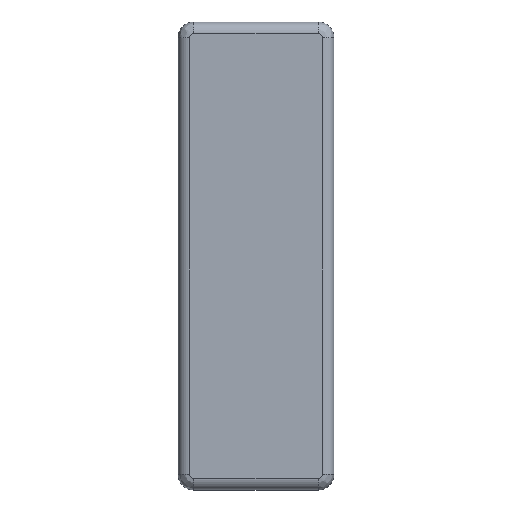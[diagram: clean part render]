
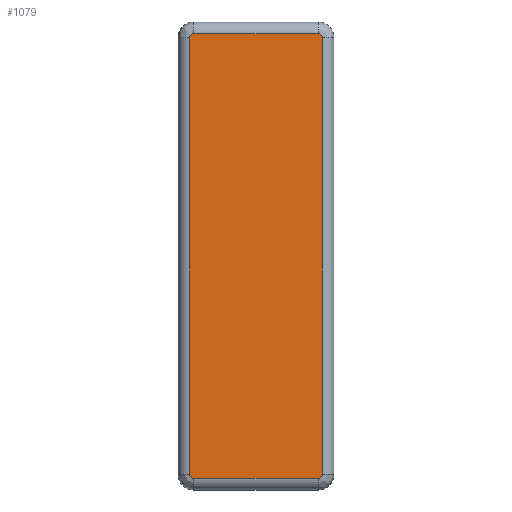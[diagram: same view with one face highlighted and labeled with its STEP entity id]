
A CAD part, top view. The second image highlights one B-rep face of the part: STEP entity #1079.
In plain terms, the highlighted planar face has unit normal (0, 0, 1).
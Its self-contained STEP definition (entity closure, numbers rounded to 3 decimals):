
#69=CIRCLE('',#1182,1.);
#70=CIRCLE('',#1183,1.);
#71=CIRCLE('',#1184,1.);
#72=CIRCLE('',#1185,1.);
#109=FACE_OUTER_BOUND('',#177,.T.);
#177=EDGE_LOOP('',(#793,#794,#795,#796,#797,#798,#799,#800));
#285=LINE('',#1743,#377);
#286=LINE('',#1747,#378);
#287=LINE('',#1751,#379);
#288=LINE('',#1754,#380);
#377=VECTOR('',#1369,1000.);
#378=VECTOR('',#1372,1000.);
#379=VECTOR('',#1375,1000.);
#380=VECTOR('',#1378,1000.);
#498=VERTEX_POINT('',#1739);
#499=VERTEX_POINT('',#1740);
#500=VERTEX_POINT('',#1742);
#501=VERTEX_POINT('',#1744);
#502=VERTEX_POINT('',#1746);
#503=VERTEX_POINT('',#1748);
#504=VERTEX_POINT('',#1750);
#505=VERTEX_POINT('',#1752);
#613=EDGE_CURVE('',#498,#499,#69,.T.);
#614=EDGE_CURVE('',#499,#500,#285,.T.);
#615=EDGE_CURVE('',#500,#501,#70,.T.);
#616=EDGE_CURVE('',#501,#502,#286,.T.);
#617=EDGE_CURVE('',#502,#503,#71,.T.);
#618=EDGE_CURVE('',#503,#504,#287,.T.);
#619=EDGE_CURVE('',#504,#505,#72,.T.);
#620=EDGE_CURVE('',#505,#498,#288,.T.);
#793=ORIENTED_EDGE('',*,*,#613,.T.);
#794=ORIENTED_EDGE('',*,*,#614,.T.);
#795=ORIENTED_EDGE('',*,*,#615,.T.);
#796=ORIENTED_EDGE('',*,*,#616,.T.);
#797=ORIENTED_EDGE('',*,*,#617,.T.);
#798=ORIENTED_EDGE('',*,*,#618,.T.);
#799=ORIENTED_EDGE('',*,*,#619,.T.);
#800=ORIENTED_EDGE('',*,*,#620,.T.);
#1045=PLANE('',#1181);
#1079=ADVANCED_FACE('',(#109),#1045,.T.);
#1181=AXIS2_PLACEMENT_3D('',#1738,#1365,#1366);
#1182=AXIS2_PLACEMENT_3D('',#1741,#1367,#1368);
#1183=AXIS2_PLACEMENT_3D('',#1745,#1370,#1371);
#1184=AXIS2_PLACEMENT_3D('',#1749,#1373,#1374);
#1185=AXIS2_PLACEMENT_3D('',#1753,#1376,#1377);
#1365=DIRECTION('center_axis',(0.,0.,
1.));
#1366=DIRECTION('ref_axis',(1.,0.,0.));
#1367=DIRECTION('center_axis',(0.,0.,
1.));
#1368=DIRECTION('ref_axis',(1.,0.,0.));
#1369=DIRECTION('',(1.,0.,0.));
#1370=DIRECTION('center_axis',(0.,0.,
1.));
#1371=DIRECTION('ref_axis',(1.,0.,0.));
#1372=DIRECTION('',(0.,1.,0.));
#1373=DIRECTION('center_axis',(0.,0.,
1.));
#1374=DIRECTION('ref_axis',(1.,0.,0.));
#1375=DIRECTION('',(-1.,0.,0.));
#1376=DIRECTION('center_axis',(0.,0.,
1.));
#1377=DIRECTION('ref_axis',(1.,0.,0.));
#1378=DIRECTION('',(0.,-1.,0.));
#1738=CARTESIAN_POINT('Origin',(-16.,-56.,4.));
#1739=CARTESIAN_POINT('',(-17.,-56.,4.));
#1740=CARTESIAN_POINT('',(-16.,-57.,4.));
#1741=CARTESIAN_POINT('Origin',(-16.,-56.,4.));
#1742=CARTESIAN_POINT('',(16.,-57.,4.));
#1743=CARTESIAN_POINT('',(-16.,-57.,4.));
#1744=CARTESIAN_POINT('',(17.,-56.,4.));
#1745=CARTESIAN_POINT('Origin',(16.,-56.,4.));
#1746=CARTESIAN_POINT('',(17.,56.,4.));
#1747=CARTESIAN_POINT('',(17.,-56.,4.));
#1748=CARTESIAN_POINT('',(16.,57.,4.));
#1749=CARTESIAN_POINT('Origin',(16.,56.,4.));
#1750=CARTESIAN_POINT('',(-16.,57.,4.));
#1751=CARTESIAN_POINT('',(-16.,57.,4.));
#1752=CARTESIAN_POINT('',(-17.,56.,4.));
#1753=CARTESIAN_POINT('Origin',(-16.,56.,4.));
#1754=CARTESIAN_POINT('',(-17.,-56.,4.));
